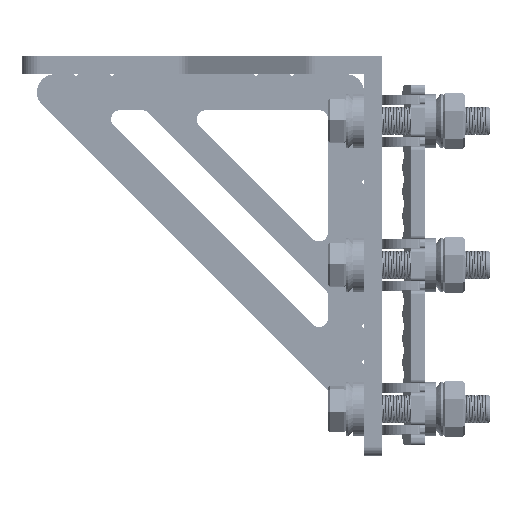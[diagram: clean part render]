
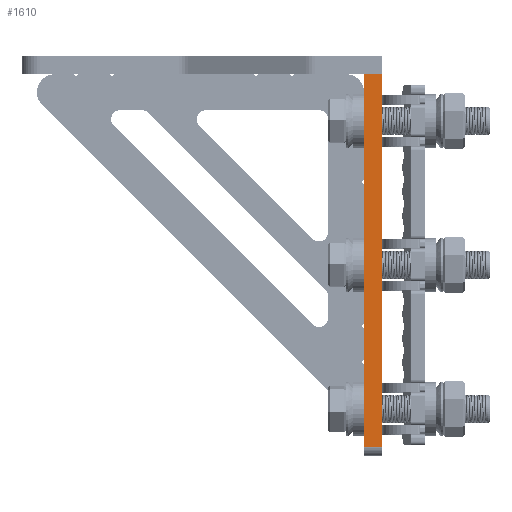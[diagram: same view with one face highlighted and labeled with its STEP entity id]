
A CAD part, left-side view. The second image highlights one B-rep face of the part: STEP entity #1610.
In plain terms, the highlighted planar face has unit normal (-1, 0, 0).
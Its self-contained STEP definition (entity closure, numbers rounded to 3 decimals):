
#919 = LINE ( 'NONE', #9861, #3545 ) ;
#1290 = CARTESIAN_POINT ( 'NONE',  ( 0., 10., -207. ) ) ;
#1610 = ADVANCED_FACE ( 'NONE', ( #11613 ), #23037, .F. ) ;
#1787 = VECTOR ( 'NONE', #2885, 1000. ) ;
#2194 = CARTESIAN_POINT ( 'NONE',  ( 0., 0., 0. ) ) ;
#2291 = EDGE_CURVE ( 'NONE', #24813, #24242, #919, .T. ) ;
#2832 = DIRECTION ( 'NONE',  ( 0., 0., -1. ) ) ;
#2885 = DIRECTION ( 'NONE',  ( 0., 0., 1. ) ) ;
#3545 = VECTOR ( 'NONE', #18797, 1000. ) ;
#3733 = VERTEX_POINT ( 'NONE', #19377 ) ;
#5304 = VERTEX_POINT ( 'NONE', #23940 ) ;
#5789 = EDGE_CURVE ( 'NONE', #3733, #24813, #12183, .T. ) ;
#7266 = LINE ( 'NONE', #16062, #1787 ) ;
#7433 = VECTOR ( 'NONE', #28122, 1000. ) ;
#9861 = CARTESIAN_POINT ( 'NONE',  ( 0., 10., 0. ) ) ;
#10576 = EDGE_CURVE ( 'NONE', #3733, #5304, #19023, .T. ) ;
#11613 = FACE_OUTER_BOUND ( 'NONE', #13716, .T. ) ;
#12013 = VECTOR ( 'NONE', #12864, 1000. ) ;
#12183 = LINE ( 'NONE', #19204, #7433 ) ;
#12724 = AXIS2_PLACEMENT_3D ( 'NONE', #13966, #22883, #2832 ) ;
#12864 = DIRECTION ( 'NONE',  ( 0., -1., 0. ) ) ;
#13716 = EDGE_LOOP ( 'NONE', ( #24985, #23858, #19339, #27414 ) ) ;
#13966 = CARTESIAN_POINT ( 'NONE',  ( 0., 10., 0. ) ) ;
#16062 = CARTESIAN_POINT ( 'NONE',  ( 0., 0., 0. ) ) ;
#17031 = EDGE_CURVE ( 'NONE', #5304, #24242, #7266, .T. ) ;
#18797 = DIRECTION ( 'NONE',  ( 0., -1., 0. ) ) ;
#19023 = LINE ( 'NONE', #1290, #12013 ) ;
#19204 = CARTESIAN_POINT ( 'NONE',  ( 0., 10., 0. ) ) ;
#19339 = ORIENTED_EDGE ( 'NONE', *, *, #17031, .T. ) ;
#19377 = CARTESIAN_POINT ( 'NONE',  ( 0., 10., -207. ) ) ;
#22883 = DIRECTION ( 'NONE',  ( 1., 0., 0. ) ) ;
#23037 = PLANE ( 'NONE',  #12724 ) ;
#23858 = ORIENTED_EDGE ( 'NONE', *, *, #10576, .T. ) ;
#23940 = CARTESIAN_POINT ( 'NONE',  ( 0., 0., -207. ) ) ;
#24242 = VERTEX_POINT ( 'NONE', #2194 ) ;
#24813 = VERTEX_POINT ( 'NONE', #24977 ) ;
#24977 = CARTESIAN_POINT ( 'NONE',  ( 0., 10., 0. ) ) ;
#24985 = ORIENTED_EDGE ( 'NONE', *, *, #5789, .F. ) ;
#27414 = ORIENTED_EDGE ( 'NONE', *, *, #2291, .F. ) ;
#28122 = DIRECTION ( 'NONE',  ( 0., 0., 1. ) ) ;
